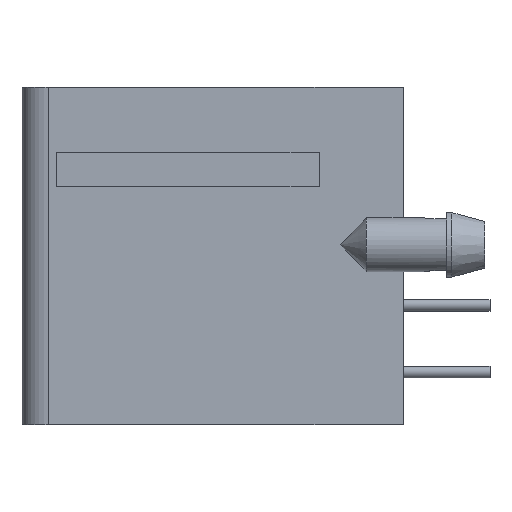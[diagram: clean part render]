
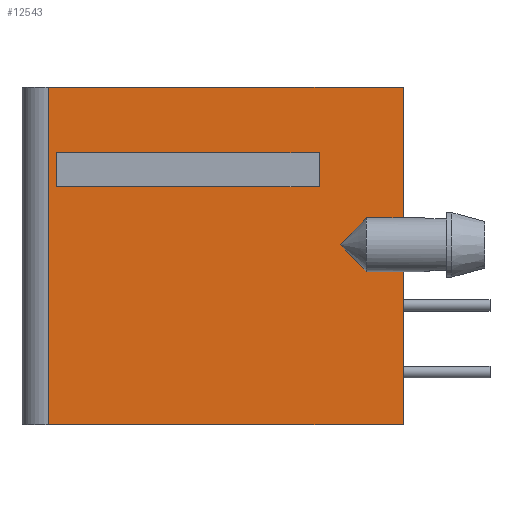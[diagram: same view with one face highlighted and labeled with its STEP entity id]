
A CAD part, left-side view. The second image highlights one B-rep face of the part: STEP entity #12543.
In plain terms, the highlighted planar face has unit normal (-1, 0, 0).
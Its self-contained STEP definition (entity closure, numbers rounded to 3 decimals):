
#388=LINE('',#16189,#1348);
#697=LINE('',#18259,#1657);
#698=LINE('',#18264,#1658);
#700=LINE('',#18268,#1660);
#703=LINE('',#18274,#1663);
#705=LINE('',#18278,#1665);
#706=LINE('',#18280,#1666);
#920=LINE('',#18912,#1880);
#921=LINE('',#18916,#1881);
#922=LINE('',#18918,#1882);
#923=LINE('',#18919,#1883);
#924=LINE('',#18921,#1884);
#925=LINE('',#18923,#1885);
#1348=VECTOR('',#13685,1000.);
#1657=VECTOR('',#14540,1000.);
#1658=VECTOR('',#14543,1000.);
#1660=VECTOR('',#14547,1000.);
#1663=VECTOR('',#14552,1000.);
#1665=VECTOR('',#14556,1000.);
#1666=VECTOR('',#14559,1000.);
#1880=VECTOR('',#15065,1000.);
#1881=VECTOR('',#15068,1000.);
#1882=VECTOR('',#15071,1000.);
#1883=VECTOR('',#15072,1000.);
#1884=VECTOR('',#15073,1000.);
#1885=VECTOR('',#15074,1000.);
#7140=ORIENTED_EDGE('',*,*,#8891,.F.);
#7141=ORIENTED_EDGE('',*,*,#8894,.F.);
#7142=ORIENTED_EDGE('',*,*,#8896,.F.);
#7143=ORIENTED_EDGE('',*,*,#8897,.F.);
#7144=ORIENTED_EDGE('',*,*,#8887,.F.);
#7145=ORIENTED_EDGE('',*,*,#8889,.F.);
#7146=ORIENTED_EDGE('',*,*,#9180,.F.);
#7147=ORIENTED_EDGE('',*,*,#9181,.F.);
#7148=ORIENTED_EDGE('',*,*,#8391,.T.);
#7149=ORIENTED_EDGE('',*,*,#9182,.F.);
#7150=ORIENTED_EDGE('',*,*,#9183,.F.);
#7151=ORIENTED_EDGE('',*,*,#9184,.F.);
#7152=ORIENTED_EDGE('',*,*,#9178,.F.);
#8391=EDGE_CURVE('',#9700,#9699,#388,.T.);
#8887=EDGE_CURVE('',#10042,#10043,#697,.T.);
#8889=EDGE_CURVE('',#10044,#10042,#698,.T.);
#8891=EDGE_CURVE('',#10045,#10046,#700,.T.);
#8894=EDGE_CURVE('',#10047,#10045,#703,.T.);
#8896=EDGE_CURVE('',#10048,#10047,#705,.T.);
#8897=EDGE_CURVE('',#10046,#10048,#706,.T.);
#9178=EDGE_CURVE('',#10043,#10229,#920,.T.);
#9180=EDGE_CURVE('',#10230,#10044,#921,.T.);
#9181=EDGE_CURVE('',#9700,#10230,#922,.T.);
#9182=EDGE_CURVE('',#10231,#9699,#923,.T.);
#9183=EDGE_CURVE('',#10232,#10231,#924,.T.);
#9184=EDGE_CURVE('',#10229,#10232,#925,.T.);
#9699=VERTEX_POINT('',#16188);
#9700=VERTEX_POINT('',#16190);
#10042=VERTEX_POINT('',#18260);
#10043=VERTEX_POINT('',#18261);
#10044=VERTEX_POINT('',#18263);
#10045=VERTEX_POINT('',#18267);
#10046=VERTEX_POINT('',#18269);
#10047=VERTEX_POINT('',#18273);
#10048=VERTEX_POINT('',#18277);
#10229=VERTEX_POINT('',#18913);
#10230=VERTEX_POINT('',#18915);
#10231=VERTEX_POINT('',#18920);
#10232=VERTEX_POINT('',#18922);
#11083=EDGE_LOOP('',(#7140,#7141,#7142,#7143));
#11084=EDGE_LOOP('',(#7144,#7145,#7146,#7147,#7148,#7149,#7150,#7151,#7152));
#11675=FACE_BOUND('',#11083,.T.);
#11676=FACE_BOUND('',#11084,.T.);
#12092=PLANE('',#13212);
#12543=ADVANCED_FACE('',(#11675,#11676),#12092,.F.);
#13212=AXIS2_PLACEMENT_3D('',#18917,#15069,#15070);
#13685=DIRECTION('',(0.,1.,0.));
#14540=DIRECTION('',(0.,-0.698,-0.716));
#14543=DIRECTION('',(0.,0.698,-0.716));
#14547=DIRECTION('',(0.,-1.,0.));
#14552=DIRECTION('',(0.,0.,-1.));
#14556=DIRECTION('',(0.,1.,0.));
#14559=DIRECTION('',(0.,0.,1.));
#15065=DIRECTION('',(0.,-1.,0.));
#15068=DIRECTION('',(0.,1.,0.));
#15069=DIRECTION('',(1.,0.,0.));
#15070=DIRECTION('',(0.,-1.,0.));
#15071=DIRECTION('',(0.,0.,-1.));
#15072=DIRECTION('',(0.,0.,1.));
#15073=DIRECTION('',(0.,1.,0.));
#15074=DIRECTION('',(0.,0.,-1.));
#16188=CARTESIAN_POINT('',(-7.5,13.5,0.));
#16189=CARTESIAN_POINT('',(-7.5,14.5,0.));
#16190=CARTESIAN_POINT('',(-7.5,0.,0.));
#18259=CARTESIAN_POINT('',(-7.5,2.4,-6.));
#18260=CARTESIAN_POINT('',(-7.5,2.4,-6.));
#18261=CARTESIAN_POINT('',(-7.5,1.4,-7.025));
#18263=CARTESIAN_POINT('',(-7.5,1.4,-4.975));
#18264=CARTESIAN_POINT('',(-7.5,1.4,-4.975));
#18267=CARTESIAN_POINT('',(-7.5,13.2,-3.8));
#18268=CARTESIAN_POINT('',(-7.5,13.5,-3.8));
#18269=CARTESIAN_POINT('',(-7.5,3.2,-3.8));
#18273=CARTESIAN_POINT('',(-7.5,13.2,-2.5));
#18274=CARTESIAN_POINT('',(-7.5,13.2,-3.8));
#18277=CARTESIAN_POINT('',(-7.5,3.2,-2.5));
#18278=CARTESIAN_POINT('',(-7.5,13.5,-2.5));
#18280=CARTESIAN_POINT('',(-7.5,3.2,-12.25));
#18912=CARTESIAN_POINT('',(-7.5,-1.65,-7.025));
#18913=CARTESIAN_POINT('',(-7.5,0.,-7.025));
#18915=CARTESIAN_POINT('',(-7.5,0.,-4.975));
#18916=CARTESIAN_POINT('',(-7.5,13.5,-4.975));
#18917=CARTESIAN_POINT('',(-7.5,13.5,-12.85));
#18918=CARTESIAN_POINT('',(-7.5,0.,-12.85));
#18919=CARTESIAN_POINT('',(-7.5,13.5,-12.85));
#18920=CARTESIAN_POINT('',(-7.5,13.5,-12.85));
#18921=CARTESIAN_POINT('',(-7.5,14.5,-12.85));
#18922=CARTESIAN_POINT('',(-7.5,0.,-12.85));
#18923=CARTESIAN_POINT('',(-7.5,0.,-12.85));
